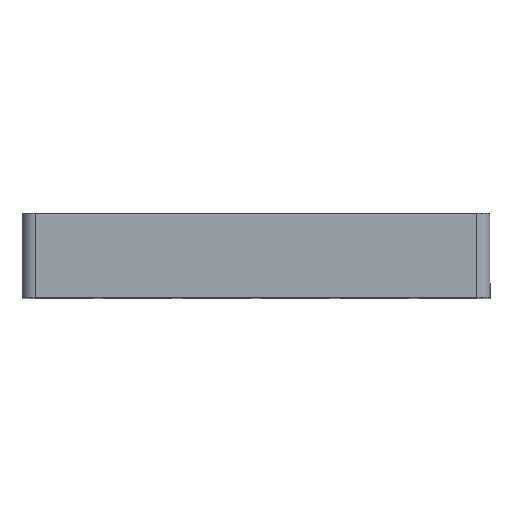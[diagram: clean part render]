
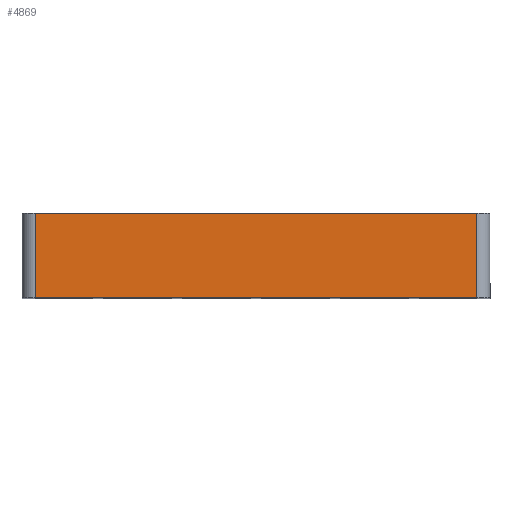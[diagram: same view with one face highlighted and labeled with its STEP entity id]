
A CAD part, top view. The second image highlights one B-rep face of the part: STEP entity #4869.
In plain terms, the highlighted planar face has unit normal (0, 0, 1).
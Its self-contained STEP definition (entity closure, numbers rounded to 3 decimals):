
#456 = CARTESIAN_POINT ( 'NONE',  ( -270., 20., 219. ) ) ;
#762 = VERTEX_POINT ( 'NONE', #3413 ) ;
#797 = EDGE_CURVE ( 'NONE', #4906, #7775, #1786, .T. ) ;
#996 = DIRECTION ( 'NONE',  ( 0., 0., -1. ) ) ;
#1018 = LINE ( 'NONE', #5966, #7352 ) ;
#1072 = CARTESIAN_POINT ( 'NONE',  ( -97.5, -12., 219. ) ) ;
#1387 = LINE ( 'NONE', #4510, #5986 ) ;
#1463 = DIRECTION ( 'NONE',  ( -1., 0., 0. ) ) ;
#1632 = VECTOR ( 'NONE', #5616, 1000. ) ;
#1786 = LINE ( 'NONE', #3572, #6840 ) ;
#1824 = VERTEX_POINT ( 'NONE', #6648 ) ;
#2170 = EDGE_CURVE ( 'NONE', #4906, #762, #1018, .T. ) ;
#2406 = EDGE_CURVE ( 'NONE', #1824, #762, #6454, .T. ) ;
#3413 = CARTESIAN_POINT ( 'NONE',  ( -265., -12., 219. ) ) ;
#3572 = CARTESIAN_POINT ( 'NONE',  ( -97.5, 20., 219. ) ) ;
#3950 = DIRECTION ( 'NONE',  ( 1., 0., 0. ) ) ;
#4098 = FACE_OUTER_BOUND ( 'NONE', #6150, .T. ) ;
#4227 = DIRECTION ( 'NONE',  ( -1., 0., 0. ) ) ;
#4510 = CARTESIAN_POINT ( 'NONE',  ( -270., 20., 219. ) ) ;
#4869 = ADVANCED_FACE ( 'NONE', ( #4098 ), #6034, .F. ) ;
#4906 = VERTEX_POINT ( 'NONE', #1072 ) ;
#5068 = CARTESIAN_POINT ( 'NONE',  ( -265., 20., 219. ) ) ;
#5130 = ORIENTED_EDGE ( 'NONE', *, *, #2406, .T. ) ;
#5262 = ORIENTED_EDGE ( 'NONE', *, *, #797, .T. ) ;
#5616 = DIRECTION ( 'NONE',  ( 0., -1., 0. ) ) ;
#5966 = CARTESIAN_POINT ( 'NONE',  ( -92.5, -12., 219. ) ) ;
#5986 = VECTOR ( 'NONE', #3950, 1000. ) ;
#6034 = PLANE ( 'NONE',  #6939 ) ;
#6150 = EDGE_LOOP ( 'NONE', ( #7189, #5130, #6201, #5262 ) ) ;
#6151 = EDGE_CURVE ( 'NONE', #1824, #7775, #1387, .T. ) ;
#6201 = ORIENTED_EDGE ( 'NONE', *, *, #2170, .F. ) ;
#6454 = LINE ( 'NONE', #5068, #1632 ) ;
#6648 = CARTESIAN_POINT ( 'NONE',  ( -265., 20., 219. ) ) ;
#6762 = CARTESIAN_POINT ( 'NONE',  ( -97.5, 20., 219. ) ) ;
#6840 = VECTOR ( 'NONE', #6895, 1000. ) ;
#6895 = DIRECTION ( 'NONE',  ( 0., 1., 0. ) ) ;
#6939 = AXIS2_PLACEMENT_3D ( 'NONE', #456, #996, #4227 ) ;
#7189 = ORIENTED_EDGE ( 'NONE', *, *, #6151, .F. ) ;
#7352 = VECTOR ( 'NONE', #1463, 1000. ) ;
#7775 = VERTEX_POINT ( 'NONE', #6762 ) ;
